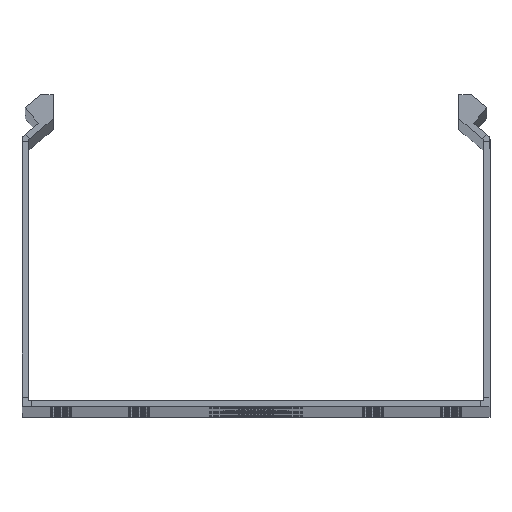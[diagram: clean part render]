
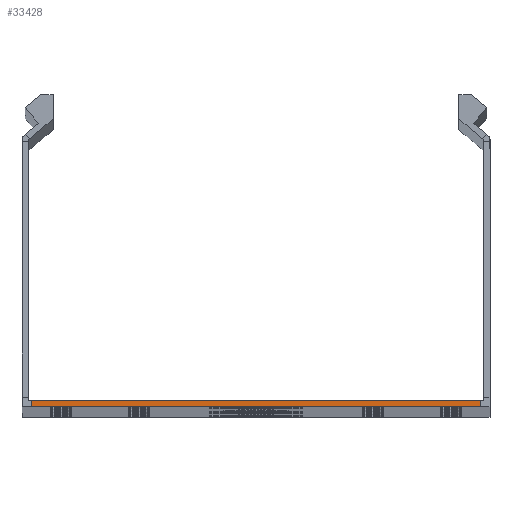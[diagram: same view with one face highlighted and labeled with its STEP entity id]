
A CAD part, top view. The second image highlights one B-rep face of the part: STEP entity #33428.
In plain terms, the highlighted planar face has unit normal (0, 0, 1).
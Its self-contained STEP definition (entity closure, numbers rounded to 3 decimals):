
#1280 = VECTOR ( 'NONE', #15275, 1000. ) ;
#1706 = CARTESIAN_POINT ( 'NONE',  ( -72., 2., 1000. ) ) ;
#3183 = EDGE_CURVE ( 'NONE', #23715, #28931, #11599, .T. ) ;
#9227 = DIRECTION ( 'NONE',  ( 1., 0., 0. ) ) ;
#9604 = DIRECTION ( 'NONE',  ( 0., 0., 1. ) ) ;
#11599 = LINE ( 'NONE', #1706, #14469 ) ;
#12703 = VERTEX_POINT ( 'NONE', #48845 ) ;
#13956 = CARTESIAN_POINT ( 'NONE',  ( 72., 2., 1000. ) ) ;
#14469 = VECTOR ( 'NONE', #39783, 1000. ) ;
#14616 = VECTOR ( 'NONE', #49864, 1000. ) ;
#15275 = DIRECTION ( 'NONE',  ( -1., 0., 0. ) ) ;
#20203 = ORIENTED_EDGE ( 'NONE', *, *, #37154, .F. ) ;
#21968 = EDGE_CURVE ( 'NONE', #12703, #56932, #45839, .T. ) ;
#22992 = PLANE ( 'NONE',  #52047 ) ;
#23581 = VECTOR ( 'NONE', #24198, 1000. ) ;
#23715 = VERTEX_POINT ( 'NONE', #39382 ) ;
#24198 = DIRECTION ( 'NONE',  ( -1., 0., 0. ) ) ;
#28931 = VERTEX_POINT ( 'NONE', #40701 ) ;
#33166 = EDGE_CURVE ( 'NONE', #56932, #23715, #37395, .T. ) ;
#33428 = ADVANCED_FACE ( 'NONE', ( #40225 ), #22992, .T. ) ;
#36798 = CARTESIAN_POINT ( 'NONE',  ( 73., 3., 1000. ) ) ;
#37154 = EDGE_CURVE ( 'NONE', #12703, #28931, #38304, .T. ) ;
#37395 = LINE ( 'NONE', #42677, #23581 ) ;
#38304 = LINE ( 'NONE', #38472, #1280 ) ;
#38472 = CARTESIAN_POINT ( 'NONE',  ( -75., 0., 1000. ) ) ;
#39382 = CARTESIAN_POINT ( 'NONE',  ( -72., 2., 1000. ) ) ;
#39783 = DIRECTION ( 'NONE',  ( 0., -1., 0. ) ) ;
#40225 = FACE_OUTER_BOUND ( 'NONE', #55392, .T. ) ;
#40550 = CARTESIAN_POINT ( 'NONE',  ( 72., 0., 1000. ) ) ;
#40701 = CARTESIAN_POINT ( 'NONE',  ( -72., 0., 1000. ) ) ;
#42677 = CARTESIAN_POINT ( 'NONE',  ( -75., 2., 1000. ) ) ;
#45839 = LINE ( 'NONE', #40550, #14616 ) ;
#46299 = ORIENTED_EDGE ( 'NONE', *, *, #21968, .T. ) ;
#48845 = CARTESIAN_POINT ( 'NONE',  ( 72., 0., 1000. ) ) ;
#49864 = DIRECTION ( 'NONE',  ( 0., 1., 0. ) ) ;
#52047 = AXIS2_PLACEMENT_3D ( 'NONE', #36798, #9604, #9227 ) ;
#53408 = ORIENTED_EDGE ( 'NONE', *, *, #3183, .T. ) ;
#55377 = ORIENTED_EDGE ( 'NONE', *, *, #33166, .T. ) ;
#55392 = EDGE_LOOP ( 'NONE', ( #20203, #46299, #55377, #53408 ) ) ;
#56932 = VERTEX_POINT ( 'NONE', #13956 ) ;
